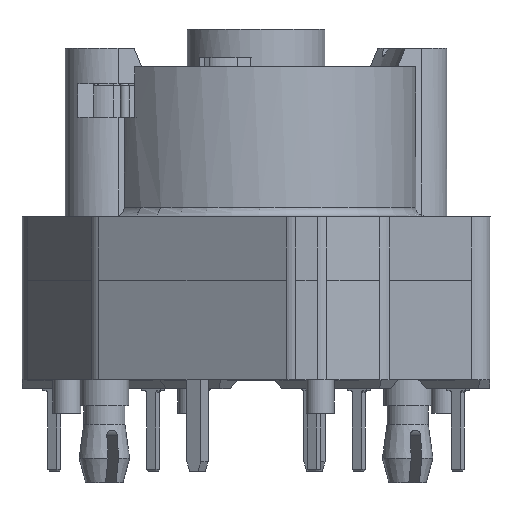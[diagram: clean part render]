
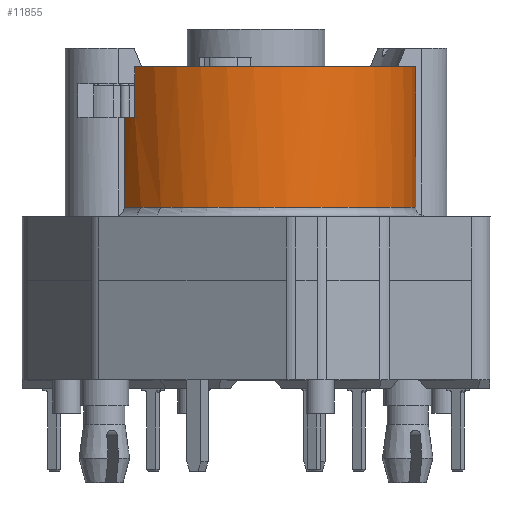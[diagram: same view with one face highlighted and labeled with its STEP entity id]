
A CAD part, left-side view. The second image highlights one B-rep face of the part: STEP entity #11855.
In plain terms, the highlighted cylindrical face has radius 8.55 mm (diameter 17.1 mm), a partial arc.
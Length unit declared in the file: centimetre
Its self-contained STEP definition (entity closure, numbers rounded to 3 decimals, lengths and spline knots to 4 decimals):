
#119=CYLINDRICAL_SURFACE($,#12646,0.855);
#289=CIRCLE($,#12327,0.855);
#378=CIRCLE($,#12625,0.855);
#384=CIRCLE($,#12647,0.855);
#1317=FACE_OUTER_BOUND($,#2024,.T.);
#2024=EDGE_LOOP($,(#10624,#10625,#10626,#10627,#10628,#10629));
#3281=LINE($,#19953,#4543);
#3292=LINE($,#20040,#4554);
#3293=LINE($,#20043,#4555);
#4543=VECTOR($,#15414,0.27);
#4554=VECTOR($,#15459,0.48);
#4555=VECTOR($,#15462,0.75);
#5401=VERTEX_POINT($,#19008);
#5402=VERTEX_POINT($,#19010);
#5666=VERTEX_POINT($,#19928);
#5667=VERTEX_POINT($,#19930);
#5683=VERTEX_POINT($,#20039);
#5684=VERTEX_POINT($,#20041);
#6885=EDGE_CURVE($,#5402,#5401,#289,.T.);
#7327=EDGE_CURVE($,#5667,#5666,#378,.T.);
#7336=EDGE_CURVE($,#5666,#5402,#3281,.T.);
#7354=EDGE_CURVE($,#5401,#5683,#3292,.T.);
#7355=EDGE_CURVE($,#5684,#5683,#384,.T.);
#7356=EDGE_CURVE($,#5684,#5667,#3293,.T.);
#10624=ORIENTED_EDGE($,*,*,#6885,.T.);
#10625=ORIENTED_EDGE($,*,*,#7354,.T.);
#10626=ORIENTED_EDGE($,*,*,#7355,.F.);
#10627=ORIENTED_EDGE($,*,*,#7356,.T.);
#10628=ORIENTED_EDGE($,*,*,#7327,.T.);
#10629=ORIENTED_EDGE($,*,*,#7336,.T.);
#11855=ADVANCED_FACE($,(#1317),#119,.T.);
#12327=AXIS2_PLACEMENT_3D($,#19011,#14453,#14454);
#12625=AXIS2_PLACEMENT_3D($,#19931,#15400,#15401);
#12646=AXIS2_PLACEMENT_3D($,#20038,#15457,#15458);
#12647=AXIS2_PLACEMENT_3D($,#20042,#15460,#15461);
#14453=DIRECTION('center_axis',(0.,0.,
-1.));
#14454=DIRECTION('ref_axis',(-1.,0.,0.));
#15400=DIRECTION('center_axis',(0.,0.,
-1.));
#15401=DIRECTION('ref_axis',(-1.,0.,0.));
#15414=DIRECTION($,(0.,0.,-1.));
#15457=DIRECTION('center_axis',(0.,0.,
-1.));
#15458=DIRECTION('ref_axis',(-1.,0.,0.));
#15459=DIRECTION($,(0.,0.,-1.));
#15460=DIRECTION('center_axis',(0.,0.,
-1.));
#15461=DIRECTION('ref_axis',(-0.938,-0.347,0.));
#15462=DIRECTION($,(0.,0.,1.));
#19008=CARTESIAN_POINT('',(-0.4848,0.7043,1.18));
#19010=CARTESIAN_POINT('',(-0.5594,0.6466,1.18));
#19011=CARTESIAN_POINT('Origin',(0.,0.,
1.18));
#19928=CARTESIAN_POINT('',(-0.5594,0.6466,1.45));
#19930=CARTESIAN_POINT('',(0.0909,-0.8502,1.45));
#19931=CARTESIAN_POINT('Origin',(0.,0.,
1.45));
#19953=CARTESIAN_POINT($,(-0.5594,0.6466,1.));
#20038=CARTESIAN_POINT('Origin',(0.,0.,
1.));
#20039=CARTESIAN_POINT('',(-0.4848,0.7043,0.7));
#20040=CARTESIAN_POINT($,(-0.4848,0.7043,1.));
#20041=CARTESIAN_POINT('',(0.0909,-0.8502,0.7));
#20042=CARTESIAN_POINT('Origin',(0.,0.,
0.7));
#20043=CARTESIAN_POINT($,(0.0909,-0.8502,1.));
